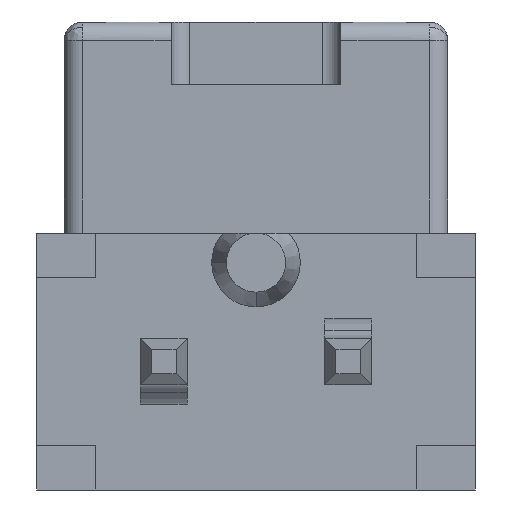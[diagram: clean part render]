
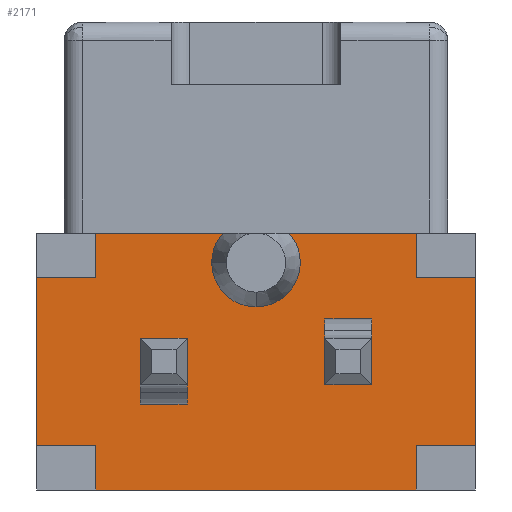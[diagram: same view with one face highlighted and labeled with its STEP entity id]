
A CAD part, front view. The second image highlights one B-rep face of the part: STEP entity #2171.
In plain terms, the highlighted planar face has unit normal (0, -1, 0).
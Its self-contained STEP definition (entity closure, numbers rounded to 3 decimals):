
#58 = VERTEX_POINT('',#59);
#59 = CARTESIAN_POINT('',(-0.318,0.6,-0.318));
#65 = EDGE_CURVE('',#66,#58,#68,.T.);
#66 = VERTEX_POINT('',#67);
#67 = CARTESIAN_POINT('',(0.318,0.6,-0.318));
#68 = LINE('',#69,#70);
#69 = CARTESIAN_POINT('',(0.318,0.6,-0.318));
#70 = VECTOR('',#71,1.);
#71 = DIRECTION('',(-1.,0.,0.));
#96 = VERTEX_POINT('',#97);
#97 = CARTESIAN_POINT('',(-0.318,0.6,0.318));
#103 = EDGE_CURVE('',#58,#96,#104,.T.);
#104 = LINE('',#105,#106);
#105 = CARTESIAN_POINT('',(-0.318,0.6,0.318));
#106 = VECTOR('',#107,1.);
#107 = DIRECTION('',(0.,0.,1.));
#127 = VERTEX_POINT('',#128);
#128 = CARTESIAN_POINT('',(0.318,0.6,0.318));
#134 = EDGE_CURVE('',#96,#127,#135,.T.);
#135 = LINE('',#136,#137);
#136 = CARTESIAN_POINT('',(0.318,0.6,0.318));
#137 = VECTOR('',#138,1.);
#138 = DIRECTION('',(1.,0.,0.));
#156 = EDGE_CURVE('',#127,#66,#157,.T.);
#157 = LINE('',#158,#159);
#158 = CARTESIAN_POINT('',(0.318,0.6,0.318));
#159 = VECTOR('',#160,1.);
#160 = DIRECTION('',(0.,0.,-1.));
#182 = VERTEX_POINT('',#183);
#183 = CARTESIAN_POINT('',(2.183,0.6,-0.318));
#189 = EDGE_CURVE('',#190,#182,#192,.T.);
#190 = VERTEX_POINT('',#191);
#191 = CARTESIAN_POINT('',(2.818,0.6,-0.318));
#192 = LINE('',#193,#194);
#193 = CARTESIAN_POINT('',(2.818,0.6,-0.318));
#194 = VECTOR('',#195,1.);
#195 = DIRECTION('',(-1.,0.,0.));
#220 = VERTEX_POINT('',#221);
#221 = CARTESIAN_POINT('',(2.183,0.6,0.318));
#227 = EDGE_CURVE('',#182,#220,#228,.T.);
#228 = LINE('',#229,#230);
#229 = CARTESIAN_POINT('',(2.183,0.6,0.318));
#230 = VECTOR('',#231,1.);
#231 = DIRECTION('',(0.,0.,1.));
#251 = VERTEX_POINT('',#252);
#252 = CARTESIAN_POINT('',(2.818,0.6,0.318));
#258 = EDGE_CURVE('',#220,#251,#259,.T.);
#259 = LINE('',#260,#261);
#260 = CARTESIAN_POINT('',(2.818,0.6,0.318));
#261 = VECTOR('',#262,1.);
#262 = DIRECTION('',(1.,0.,0.));
#280 = EDGE_CURVE('',#251,#190,#281,.T.);
#281 = LINE('',#282,#283);
#282 = CARTESIAN_POINT('',(2.818,0.6,0.318));
#283 = VECTOR('',#284,1.);
#284 = DIRECTION('',(0.,0.,-1.));
#1525 = VERTEX_POINT('',#1526);
#1526 = CARTESIAN_POINT('',(-0.92,0.6,1.14));
#1534 = EDGE_CURVE('',#1535,#1525,#1537,.T.);
#1535 = VERTEX_POINT('',#1536);
#1536 = CARTESIAN_POINT('',(-0.92,0.6,1.74));
#1537 = LINE('',#1538,#1539);
#1538 = CARTESIAN_POINT('',(-0.92,0.6,-1.74));
#1539 = VECTOR('',#1540,1.);
#1540 = DIRECTION('',(0.,0.,-1.));
#1565 = VERTEX_POINT('',#1566);
#1566 = CARTESIAN_POINT('',(3.42,0.6,1.74));
#1574 = EDGE_CURVE('',#1575,#1565,#1577,.T.);
#1575 = VERTEX_POINT('',#1576);
#1576 = CARTESIAN_POINT('',(3.42,0.6,1.14));
#1577 = LINE('',#1578,#1579);
#1578 = CARTESIAN_POINT('',(3.42,0.6,-1.74));
#1579 = VECTOR('',#1580,1.);
#1580 = DIRECTION('',(0.,0.,1.));
#1605 = VERTEX_POINT('',#1606);
#1606 = CARTESIAN_POINT('',(1.85,0.6,1.34));
#1612 = EDGE_CURVE('',#1613,#1605,#1615,.T.);
#1613 = VERTEX_POINT('',#1614);
#1614 = CARTESIAN_POINT('',(1.697,0.6,1.74));
#1615 = CIRCLE('',#1616,0.6);
#1616 = AXIS2_PLACEMENT_3D('',#1617,#1618,#1619);
#1617 = CARTESIAN_POINT('',(1.25,0.6,1.34));
#1618 = DIRECTION('',(0.,1.,0.));
#1619 = DIRECTION('',(1.,0.,0.));
#1668 = EDGE_CURVE('',#1669,#1575,#1671,.T.);
#1669 = VERTEX_POINT('',#1670);
#1670 = CARTESIAN_POINT('',(4.22,0.6,1.14));
#1671 = LINE('',#1672,#1673);
#1672 = CARTESIAN_POINT('',(-1.72,0.6,1.14));
#1673 = VECTOR('',#1674,1.);
#1674 = DIRECTION('',(-1.,0.,0.));
#1692 = VERTEX_POINT('',#1693);
#1693 = CARTESIAN_POINT('',(4.22,0.6,-1.14));
#1701 = EDGE_CURVE('',#1702,#1692,#1704,.T.);
#1702 = VERTEX_POINT('',#1703);
#1703 = CARTESIAN_POINT('',(3.42,0.6,-1.14));
#1704 = LINE('',#1705,#1706);
#1705 = CARTESIAN_POINT('',(-1.72,0.6,-1.14));
#1706 = VECTOR('',#1707,1.);
#1707 = DIRECTION('',(1.,0.,0.));
#2013 = VERTEX_POINT('',#2014);
#2014 = CARTESIAN_POINT('',(-1.72,0.6,1.14));
#2022 = EDGE_CURVE('',#1525,#2013,#2023,.T.);
#2023 = LINE('',#2024,#2025);
#2024 = CARTESIAN_POINT('',(-1.72,0.6,1.14));
#2025 = VECTOR('',#2026,1.);
#2026 = DIRECTION('',(-1.,0.,0.));
#2070 = EDGE_CURVE('',#1565,#1613,#2071,.T.);
#2071 = LINE('',#2072,#2073);
#2072 = CARTESIAN_POINT('',(-1.72,0.6,1.74));
#2073 = VECTOR('',#2074,1.);
#2074 = DIRECTION('',(-1.,0.,0.));
#2113 = EDGE_CURVE('',#2114,#1535,#2116,.T.);
#2114 = VERTEX_POINT('',#2115);
#2115 = CARTESIAN_POINT('',(0.803,0.6,1.74));
#2116 = LINE('',#2117,#2118);
#2117 = CARTESIAN_POINT('',(-1.72,0.6,1.74));
#2118 = VECTOR('',#2119,1.);
#2119 = DIRECTION('',(-1.,0.,0.));
#2136 = VERTEX_POINT('',#2137);
#2137 = CARTESIAN_POINT('',(-0.92,0.6,-1.14));
#2145 = EDGE_CURVE('',#2146,#2136,#2148,.T.);
#2146 = VERTEX_POINT('',#2147);
#2147 = CARTESIAN_POINT('',(-1.72,0.6,-1.14));
#2148 = LINE('',#2149,#2150);
#2149 = CARTESIAN_POINT('',(-1.72,0.6,-1.14));
#2150 = VECTOR('',#2151,1.);
#2151 = DIRECTION('',(1.,0.,0.));
#2171 = ADVANCED_FACE('',(#2172,#2178,#2184),#2245,.T.);
#2172 = FACE_BOUND('',#2173,.T.);
#2173 = EDGE_LOOP('',(#2174,#2175,#2176,#2177));
#2174 = ORIENTED_EDGE('',*,*,#134,.T.);
#2175 = ORIENTED_EDGE('',*,*,#156,.T.);
#2176 = ORIENTED_EDGE('',*,*,#65,.T.);
#2177 = ORIENTED_EDGE('',*,*,#103,.T.);
#2178 = FACE_BOUND('',#2179,.T.);
#2179 = EDGE_LOOP('',(#2180,#2181,#2182,#2183));
#2180 = ORIENTED_EDGE('',*,*,#258,.T.);
#2181 = ORIENTED_EDGE('',*,*,#280,.T.);
#2182 = ORIENTED_EDGE('',*,*,#189,.T.);
#2183 = ORIENTED_EDGE('',*,*,#227,.T.);
#2184 = FACE_BOUND('',#2185,.T.);
#2185 = EDGE_LOOP('',(#2186,#2187,#2188,#2197,#2204,#2205,#2206,#2207,
    #2213,#2214,#2222,#2230,#2236,#2237,#2243,#2244));
#2186 = ORIENTED_EDGE('',*,*,#2070,.T.);
#2187 = ORIENTED_EDGE('',*,*,#1612,.T.);
#2188 = ORIENTED_EDGE('',*,*,#2189,.T.);
#2189 = EDGE_CURVE('',#1605,#2190,#2192,.T.);
#2190 = VERTEX_POINT('',#2191);
#2191 = CARTESIAN_POINT('',(0.65,0.6,1.34));
#2192 = CIRCLE('',#2193,0.6);
#2193 = AXIS2_PLACEMENT_3D('',#2194,#2195,#2196);
#2194 = CARTESIAN_POINT('',(1.25,0.6,1.34));
#2195 = DIRECTION('',(0.,1.,0.));
#2196 = DIRECTION('',(1.,0.,-0.));
#2197 = ORIENTED_EDGE('',*,*,#2198,.T.);
#2198 = EDGE_CURVE('',#2190,#2114,#2199,.T.);
#2199 = CIRCLE('',#2200,0.6);
#2200 = AXIS2_PLACEMENT_3D('',#2201,#2202,#2203);
#2201 = CARTESIAN_POINT('',(1.25,0.6,1.34));
#2202 = DIRECTION('',(0.,1.,0.));
#2203 = DIRECTION('',(1.,0.,-0.));
#2204 = ORIENTED_EDGE('',*,*,#2113,.T.);
#2205 = ORIENTED_EDGE('',*,*,#1534,.T.);
#2206 = ORIENTED_EDGE('',*,*,#2022,.T.);
#2207 = ORIENTED_EDGE('',*,*,#2208,.F.);
#2208 = EDGE_CURVE('',#2146,#2013,#2209,.T.);
#2209 = LINE('',#2210,#2211);
#2210 = CARTESIAN_POINT('',(-1.72,0.6,-1.74));
#2211 = VECTOR('',#2212,1.);
#2212 = DIRECTION('',(0.,0.,1.));
#2213 = ORIENTED_EDGE('',*,*,#2145,.T.);
#2214 = ORIENTED_EDGE('',*,*,#2215,.F.);
#2215 = EDGE_CURVE('',#2216,#2136,#2218,.T.);
#2216 = VERTEX_POINT('',#2217);
#2217 = CARTESIAN_POINT('',(-0.92,0.6,-1.74));
#2218 = LINE('',#2219,#2220);
#2219 = CARTESIAN_POINT('',(-0.92,0.6,-1.74));
#2220 = VECTOR('',#2221,1.);
#2221 = DIRECTION('',(0.,0.,1.));
#2222 = ORIENTED_EDGE('',*,*,#2223,.T.);
#2223 = EDGE_CURVE('',#2216,#2224,#2226,.T.);
#2224 = VERTEX_POINT('',#2225);
#2225 = CARTESIAN_POINT('',(3.42,0.6,-1.74));
#2226 = LINE('',#2227,#2228);
#2227 = CARTESIAN_POINT('',(1.25,0.6,-1.74));
#2228 = VECTOR('',#2229,1.);
#2229 = DIRECTION('',(1.,0.,0.));
#2230 = ORIENTED_EDGE('',*,*,#2231,.F.);
#2231 = EDGE_CURVE('',#1702,#2224,#2232,.T.);
#2232 = LINE('',#2233,#2234);
#2233 = CARTESIAN_POINT('',(3.42,0.6,-1.14));
#2234 = VECTOR('',#2235,1.);
#2235 = DIRECTION('',(0.,0.,-1.));
#2236 = ORIENTED_EDGE('',*,*,#1701,.T.);
#2237 = ORIENTED_EDGE('',*,*,#2238,.F.);
#2238 = EDGE_CURVE('',#1669,#1692,#2239,.T.);
#2239 = LINE('',#2240,#2241);
#2240 = CARTESIAN_POINT('',(4.22,0.6,-1.74));
#2241 = VECTOR('',#2242,1.);
#2242 = DIRECTION('',(0.,0.,-1.));
#2243 = ORIENTED_EDGE('',*,*,#1668,.T.);
#2244 = ORIENTED_EDGE('',*,*,#1574,.T.);
#2245 = PLANE('',#2246);
#2246 = AXIS2_PLACEMENT_3D('',#2247,#2248,#2249);
#2247 = CARTESIAN_POINT('',(-1.72,0.6,-1.74));
#2248 = DIRECTION('',(0.,-1.,0.));
#2249 = DIRECTION('',(0.,0.,-1.));
